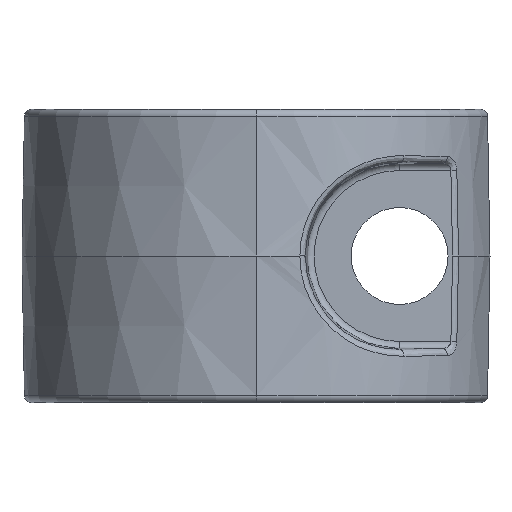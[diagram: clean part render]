
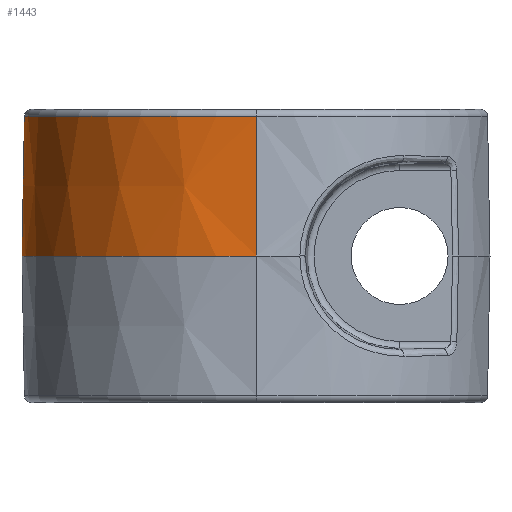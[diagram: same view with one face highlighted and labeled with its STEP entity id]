
A CAD part, left-side view. The second image highlights one B-rep face of the part: STEP entity #1443.
In plain terms, the highlighted conical face has half-angle 1 degrees and reference radius 10.16 mm.
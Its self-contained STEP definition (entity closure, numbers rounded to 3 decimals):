
#7 = EDGE_CURVE ( 'NONE', #1593, #2327, #2334, .T. ) ;
#126 = CIRCLE ( 'NONE', #1031, 10.054 ) ;
#262 = DIRECTION ( 'NONE',  ( 1., 0., 0. ) ) ;
#278 = DIRECTION ( 'NONE',  ( 0.017, 0., -1. ) ) ;
#295 = CARTESIAN_POINT ( 'NONE',  ( 0., 0., 0. ) ) ;
#517 = DIRECTION ( 'NONE',  ( -1., 0., 0. ) ) ;
#617 = DIRECTION ( 'NONE',  ( 1., 0., 0. ) ) ;
#628 = CARTESIAN_POINT ( 'NONE',  ( -10.16, 0., 0. ) ) ;
#645 = DIRECTION ( 'NONE',  ( 0., 0., -1. ) ) ;
#656 = CARTESIAN_POINT ( 'NONE',  ( 0., 0., 6.055 ) ) ;
#876 = CARTESIAN_POINT ( 'NONE',  ( 10.16, 0., 0. ) ) ;
#949 = EDGE_CURVE ( 'NONE', #1388, #1593, #126, .T. ) ;
#969 = AXIS2_PLACEMENT_3D ( 'NONE', #3636, #2992, #262 ) ;
#988 = ORIENTED_EDGE ( 'NONE', *, *, #1912, .F. ) ;
#1031 = AXIS2_PLACEMENT_3D ( 'NONE', #656, #645, #517 ) ;
#1084 = ORIENTED_EDGE ( 'NONE', *, *, #1816, .T. ) ;
#1388 = VERTEX_POINT ( 'NONE', #2009 ) ;
#1443 = ADVANCED_FACE ( 'NONE', ( #3056 ), #3815, .T. ) ;
#1549 = CARTESIAN_POINT ( 'NONE',  ( -10.16, 0., 0. ) ) ;
#1593 = VERTEX_POINT ( 'NONE', #2115 ) ;
#1816 = EDGE_CURVE ( 'NONE', #2327, #2900, #3009, .T. ) ;
#1841 = VECTOR ( 'NONE', #4074, 1000. ) ;
#1890 = VECTOR ( 'NONE', #278, 1000. ) ;
#1912 = EDGE_CURVE ( 'NONE', #1388, #2900, #1949, .T. ) ;
#1949 = LINE ( 'NONE', #628, #1841 ) ;
#2009 = CARTESIAN_POINT ( 'NONE',  ( -10.054, 0., 6.055 ) ) ;
#2115 = CARTESIAN_POINT ( 'NONE',  ( 10.054, 0., 6.055 ) ) ;
#2176 = ORIENTED_EDGE ( 'NONE', *, *, #7, .T. ) ;
#2207 = DIRECTION ( 'NONE',  ( 0., 0., -1. ) ) ;
#2229 = ORIENTED_EDGE ( 'NONE', *, *, #949, .T. ) ;
#2327 = VERTEX_POINT ( 'NONE', #876 ) ;
#2334 = LINE ( 'NONE', #3869, #1890 ) ;
#2846 = EDGE_LOOP ( 'NONE', ( #988, #2229, #2176, #1084 ) ) ;
#2900 = VERTEX_POINT ( 'NONE', #1549 ) ;
#2992 = DIRECTION ( 'NONE',  ( 0., 0., 1. ) ) ;
#3009 = CIRCLE ( 'NONE', #969, 10.16 ) ;
#3056 = FACE_OUTER_BOUND ( 'NONE', #2846, .T. ) ;
#3337 = AXIS2_PLACEMENT_3D ( 'NONE', #295, #2207, #617 ) ;
#3636 = CARTESIAN_POINT ( 'NONE',  ( 0., 0., 0. ) ) ;
#3815 = CONICAL_SURFACE ( 'NONE', #3337, 10.16, 0.017 ) ;
#3869 = CARTESIAN_POINT ( 'NONE',  ( 10.16, 0., 0. ) ) ;
#4074 = DIRECTION ( 'NONE',  ( -0.017, 0., -1. ) ) ;
